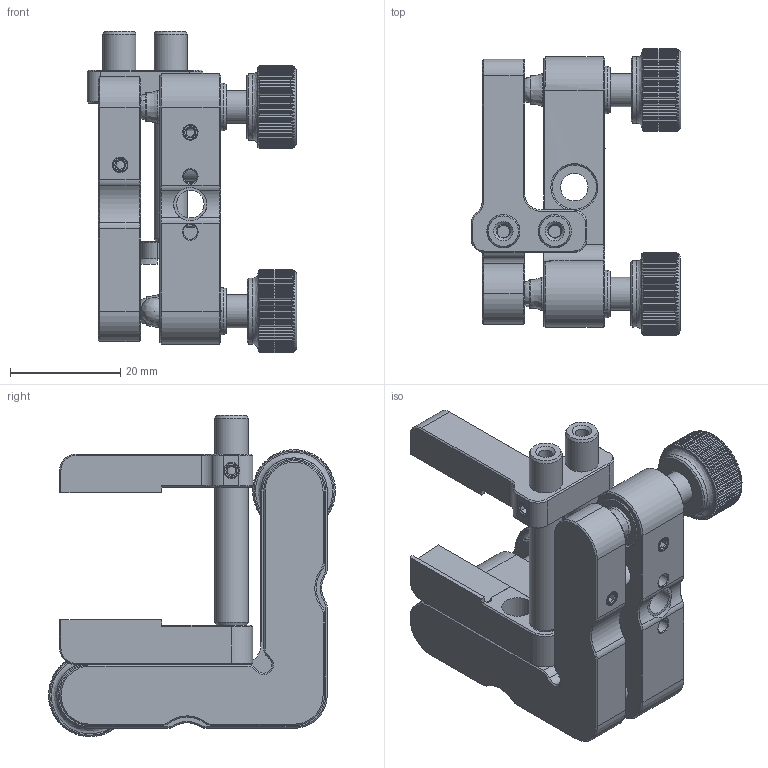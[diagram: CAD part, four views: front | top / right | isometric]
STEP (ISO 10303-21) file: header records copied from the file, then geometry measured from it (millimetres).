
FILE_DESCRIPTION (( 'STEP AP203' ), '1' );
FILE_NAME ('523300.STEP', '2025-02-24T06:43:56', ( 'Windows User' ), ( 'P R C' ), 'SwSTEP 2.0', 'SolidWorks 2020', '' );
FILE_SCHEMA (( 'CONFIG_CONTROL_DESIGN' ));
Length unit declared in the file: millimetre
Products named in the file (1): 523300
Bounding box: 38.02 x 52 x 58.2 mm (x, y, z)
Surface area: 16146.7 mm2 (no closed solid volume)
Topology: 0 solids, 36 shells, 840 faces, 2361 edges, 1554 vertices
Faces by surface type: plane 475, cylinder 234, cone 114, bspline 17
Full cylindrical faces by diameter (mm): 1.5 x2, 2 x2, 2.5 x5, 3 x1, 4 x3, 4.5 x1, 5 x2, 5.2 x1, 5.8 x1, 6 x8, 8 x2, 8.6 x2, 9.5 x2, 9.8 x2, 12 x2
Entity records: 32134 total; most frequent: CARTESIAN_POINT 12138, ORIENTED_EDGE 4231, DIRECTION 3752, EDGE_CURVE 2212, VERTEX_POINT 1504, AXIS2_PLACEMENT_3D 1421, EDGE_LOOP 991, VECTOR 910
